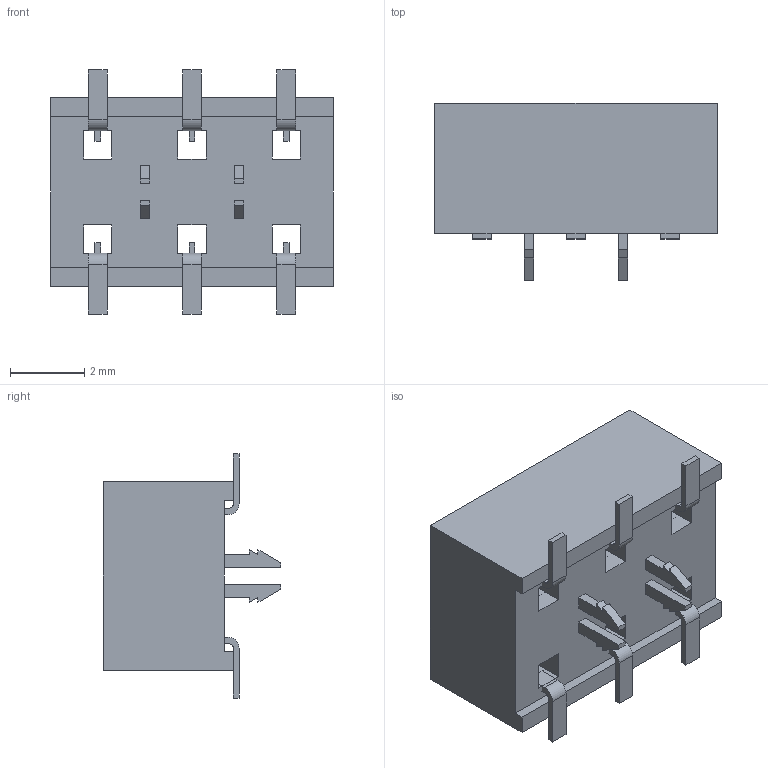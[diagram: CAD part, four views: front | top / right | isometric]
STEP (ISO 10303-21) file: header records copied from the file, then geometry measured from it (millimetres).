
FILE_DESCRIPTION(/* description */ ('STEP AP203'),/* implementation_level */ '2;1');
FILE_NAME(/* name */ 'HLE-103-02-L-DV-LC-K-TR_(pad hidden)',/* time_stamp */ '2024-11-15T23:07:09+01:00',/* author */ ('License CC BY-ND 4.0'),/* organization */ ('CADENAS'),/* preprocessor_version */ 'ST-DEVELOPER v19.3',/* originating_system */ 'PARTsolutions',/* authorisation */ ' ');
FILE_SCHEMA (('CONFIG_CONTROL_DESIGN'));
Length unit declared in the file: inch
Products named in the file (4): HLE-103-02-L-DV-LC-K-TR_(pad hidden); HLE-103-02-DV-LC_socket; C-132-12-03-L-DV; C-132-12-03-F-DV2
Assembly tree (3 placements, depth 2):
  HLE-103-02-L-DV-LC-K-TR_(pad hidden)
    HLE-103-02-DV-LC_socket
    C-132-12-03-L-DV
    C-132-12-03-F-DV2
Bounding box: 7.62 x 4.78 x 6.58 mm (x, y, z)
Volume: 145.2 mm3; surface area: 427.5 mm2
Topology: 3 solids, 3 shells, 276 faces, 768 edges, 504 vertices
Faces by surface type: plane 264, cylinder 12
Entity records: 8837 total; most frequent: CARTESIAN_POINT 1552, ORIENTED_EDGE 1536, DIRECTION 1352, EDGE_CURVE 768, LINE 744, VECTOR 744, VERTEX_POINT 504, EDGE_LOOP 326
